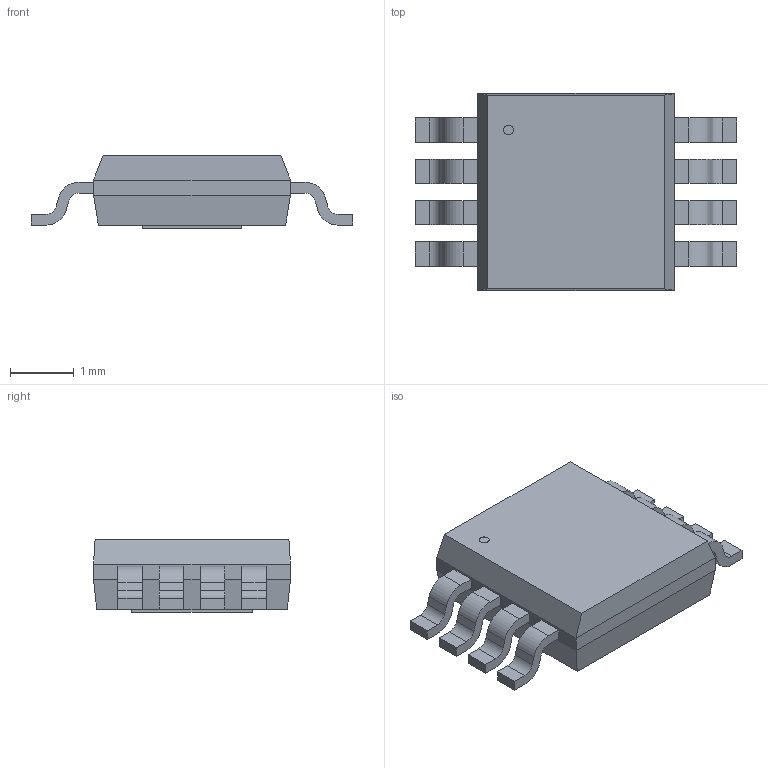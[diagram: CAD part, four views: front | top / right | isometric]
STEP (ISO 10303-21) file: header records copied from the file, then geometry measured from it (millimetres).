
FILE_DESCRIPTION(('STEP AP214'),'1');
FILE_NAME('DGN8_1P89X1P57-M','2019-03-28T23:53:14',(''),(''),'','','');
FILE_SCHEMA(('AUTOMOTIVE_DESIGN'));
Length unit declared in the file: millimetre
Products named in the file (1): product
Bounding box: 5.05 x 3.1 x 1.15 mm (x, y, z)
Volume: 0 mm3; surface area: 49.2 mm2
Topology: 1 solids, 133 shells, 135 faces, 659 edges, 658 vertices
Faces by surface type: plane 102, cylinder 33
Full cylindrical faces by diameter (mm): 0.155 x1
Entity records: 7332 total; most frequent: CARTESIAN_POINT 1453, VERTEX_POINT 1314, DIRECTION 1062, ORIENTED_EDGE 660, EDGE_CURVE 658, LINE 528, VECTOR 528, AXIS2_PLACEMENT_3D 267
